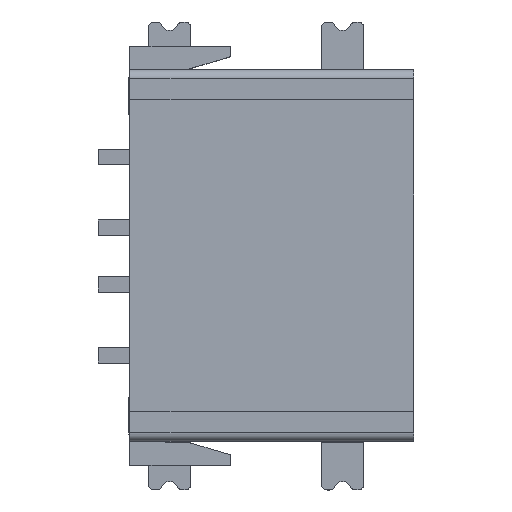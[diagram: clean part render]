
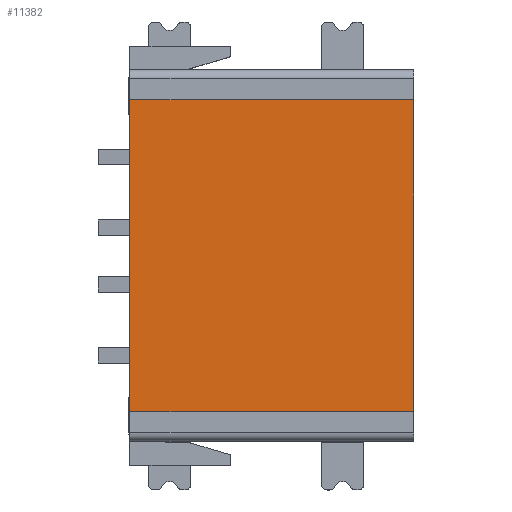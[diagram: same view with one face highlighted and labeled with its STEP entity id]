
A CAD part, top view. The second image highlights one B-rep face of the part: STEP entity #11382.
In plain terms, the highlighted planar face has unit normal (0, 0, 1).
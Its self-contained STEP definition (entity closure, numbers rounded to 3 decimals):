
#3932=ORIENTED_EDGE('',*,*,#5584,.T.);
#3933=ORIENTED_EDGE('',*,*,#5588,.T.);
#3934=ORIENTED_EDGE('',*,*,#5591,.T.);
#3935=ORIENTED_EDGE('',*,*,#5593,.T.);
#5584=EDGE_CURVE('',#6659,#6658,#7928,.T.);
#5588=EDGE_CURVE('',#6658,#6661,#7932,.T.);
#5591=EDGE_CURVE('',#6661,#6663,#7935,.T.);
#5593=EDGE_CURVE('',#6663,#6659,#7937,.T.);
#6658=VERTEX_POINT('',#19208);
#6659=VERTEX_POINT('',#19210);
#6661=VERTEX_POINT('',#19216);
#6663=VERTEX_POINT('',#19222);
#7928=LINE('',#19209,#9202);
#7932=LINE('',#19217,#9206);
#7935=LINE('',#19223,#9209);
#7937=LINE('',#19226,#9211);
#9202=VECTOR('',#15437,1000.);
#9206=VECTOR('',#15443,1000.);
#9209=VECTOR('',#15448,1000.);
#9211=VECTOR('',#15452,1000.);
#9812=EDGE_LOOP('',(#3932,#3933,#3934,#3935));
#10414=FACE_BOUND('',#9812,.T.);
#10799=PLANE('',#12348);
#11382=ADVANCED_FACE('',(#10414),#10799,.T.);
#12348=AXIS2_PLACEMENT_3D('',#19227,#15453,#15454);
#15437=DIRECTION('',(0.,-1.,0.));
#15443=DIRECTION('',(1.,0.,0.));
#15448=DIRECTION('',(0.,1.,0.));
#15452=DIRECTION('',(-1.,0.,0.));
#15453=DIRECTION('',(0.,0.,1.));
#15454=DIRECTION('',(1.,0.,0.));
#19208=CARTESIAN_POINT('',(-5.5,-5.,0.05));
#19209=CARTESIAN_POINT('',(-5.5,5.,0.05));
#19210=CARTESIAN_POINT('',(-5.5,5.,0.05));
#19216=CARTESIAN_POINT('',(5.5,-5.,0.05));
#19217=CARTESIAN_POINT('',(-5.5,-5.,0.05));
#19222=CARTESIAN_POINT('',(5.5,5.,0.05));
#19223=CARTESIAN_POINT('',(5.5,-5.,0.05));
#19226=CARTESIAN_POINT('',(5.5,5.,0.05));
#19227=CARTESIAN_POINT('',(0.,0.,0.05));
